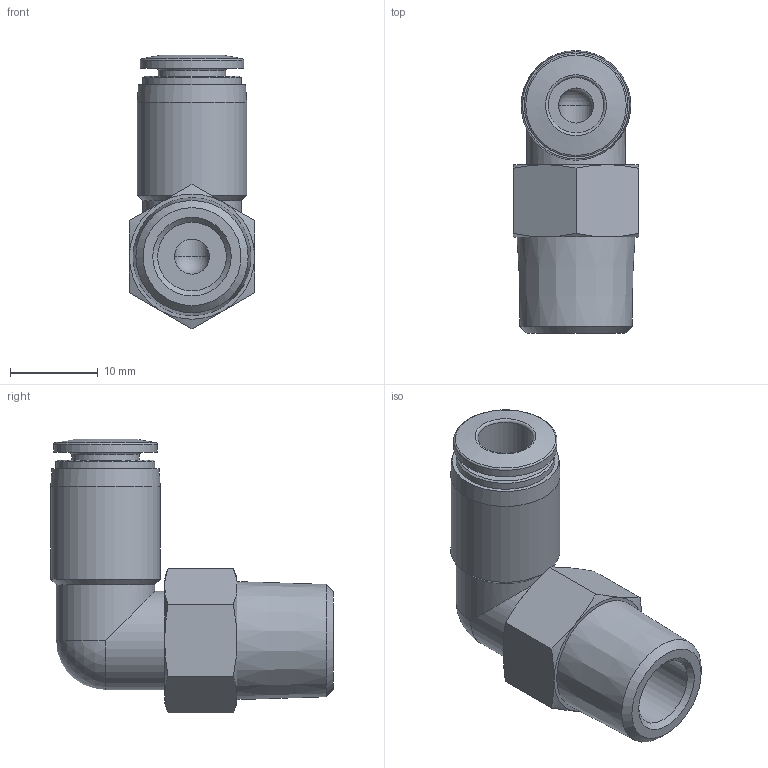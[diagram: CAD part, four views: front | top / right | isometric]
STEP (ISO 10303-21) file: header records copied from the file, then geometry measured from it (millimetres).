
FILE_DESCRIPTION(/* description */ ('STEP AP214'),/* implementation_level */ '2;1');
FILE_NAME(/* name */ '153967_QSRL-1_4-1_4-U',/* time_stamp */ '2024-09-14T15:30:59+02:00',/* author */ ('License CC BY-ND 4.0'),/* organization */ ('CADENAS'),/* preprocessor_version */ 'ST-DEVELOPER v19.3',/* originating_system */ 'PARTsolutions',/* authorisation */ ' ');
FILE_SCHEMA (('AUTOMOTIVE_DESIGN {1 0 10303 214 3 1 1}'));
Length unit declared in the file: millimetre
Products named in the file (1): 153967 QSRL-1/4-1/4-U
Bounding box: 14.29 x 32.25 x 31.25 mm (x, y, z)
Volume: 4675.6 mm3; surface area: 3224.6 mm2
Topology: 1 solids, 1 shells, 48 faces, 100 edges, 58 vertices
Faces by surface type: cone 19, plane 14, cylinder 10, torus 3, sphere 2
Full cylindrical faces by diameter (mm): 4 x2, 6.35 x1, 7.75 x1, 7.838 x1, 11.25 x2, 11.3 x1, 11.8 x1, 12.5 x1
Entity records: 1493 total; most frequent: CARTESIAN_POINT 247, DIRECTION 190, ORIENTED_EDGE 146, AXIS2_PLACEMENT_3D 92, EDGE_LOOP 76, FACE_BOUND 76, EDGE_CURVE 73, VERTEX_POINT 53
